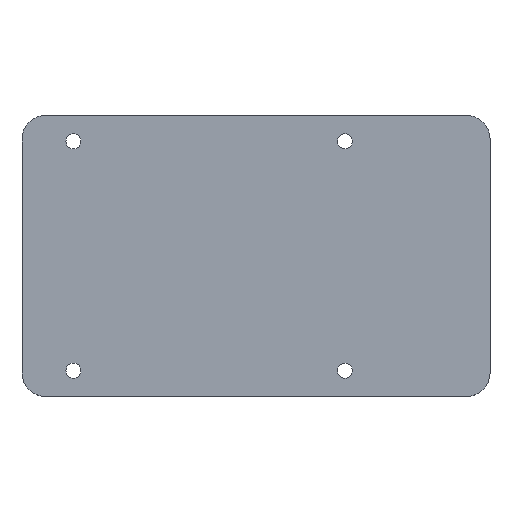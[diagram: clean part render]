
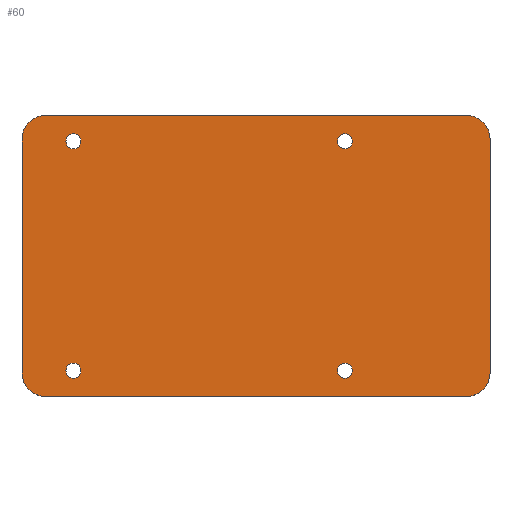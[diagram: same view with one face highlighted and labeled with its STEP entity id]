
A CAD part, top view. The second image highlights one B-rep face of the part: STEP entity #60.
In plain terms, the highlighted planar face has unit normal (0, 0, 1).
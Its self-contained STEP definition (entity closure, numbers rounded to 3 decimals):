
#2 = CARTESIAN_POINT ( 'NONE',  ( 19., -24.5, 3. ) ) ;
#10 = EDGE_CURVE ( 'NONE', #59, #341, #390, .T. ) ;
#11 = ORIENTED_EDGE ( 'NONE', *, *, #386, .T. ) ;
#18 = AXIS2_PLACEMENT_3D ( 'NONE', #2, #161, #572 ) ;
#21 = CIRCLE ( 'NONE', #326, 1.6 ) ;
#25 = CARTESIAN_POINT ( 'NONE',  ( -39., -24.5, 3. ) ) ;
#29 = DIRECTION ( 'NONE',  ( 1., 0., 0. ) ) ;
#32 = DIRECTION ( 'NONE',  ( 1., 0., 0. ) ) ;
#39 = CARTESIAN_POINT ( 'NONE',  ( -45., -30., 3. ) ) ;
#41 = ORIENTED_EDGE ( 'NONE', *, *, #273, .F. ) ;
#51 = VERTEX_POINT ( 'NONE', #659 ) ;
#53 = VERTEX_POINT ( 'NONE', #486 ) ;
#59 = VERTEX_POINT ( 'NONE', #434 ) ;
#60 = ADVANCED_FACE ( 'NONE', ( #224, #383, #387, #343, #593 ), #553, .T. ) ;
#64 = VERTEX_POINT ( 'NONE', #235 ) ;
#74 = CARTESIAN_POINT ( 'NONE',  ( 45., 25., 3. ) ) ;
#77 = CARTESIAN_POINT ( 'NONE',  ( -40.6, -24.5, 3. ) ) ;
#80 = LINE ( 'NONE', #329, #415 ) ;
#86 = ORIENTED_EDGE ( 'NONE', *, *, #253, .F. ) ;
#87 = DIRECTION ( 'NONE',  ( 0., 0., 1. ) ) ;
#88 = EDGE_CURVE ( 'NONE', #53, #431, #298, .T. ) ;
#99 = CARTESIAN_POINT ( 'NONE',  ( 50., -25., 3. ) ) ;
#100 = CIRCLE ( 'NONE', #184, 1.6 ) ;
#105 = EDGE_LOOP ( 'NONE', ( #171, #258, #11, #568, #597, #588, #618, #447 ) ) ;
#109 = ORIENTED_EDGE ( 'NONE', *, *, #645, .F. ) ;
#114 = ORIENTED_EDGE ( 'NONE', *, *, #320, .F. ) ;
#116 = DIRECTION ( 'NONE',  ( 0., 0., 1. ) ) ;
#120 = ORIENTED_EDGE ( 'NONE', *, *, #472, .F. ) ;
#124 = CARTESIAN_POINT ( 'NONE',  ( -45., 25., 3. ) ) ;
#140 = CARTESIAN_POINT ( 'NONE',  ( 20.6, -24.5, 3. ) ) ;
#143 = VERTEX_POINT ( 'NONE', #505 ) ;
#146 = DIRECTION ( 'NONE',  ( 1., 0., 0. ) ) ;
#149 = AXIS2_PLACEMENT_3D ( 'NONE', #162, #116, #361 ) ;
#161 = DIRECTION ( 'NONE',  ( 0., 0., 1. ) ) ;
#162 = CARTESIAN_POINT ( 'NONE',  ( 19., 24.5, 3. ) ) ;
#171 = ORIENTED_EDGE ( 'NONE', *, *, #88, .T. ) ;
#172 = CARTESIAN_POINT ( 'NONE',  ( -37.4, 24.5, 3. ) ) ;
#176 = DIRECTION ( 'NONE',  ( 0., 0., 1. ) ) ;
#178 = EDGE_CURVE ( 'NONE', #403, #53, #635, .T. ) ;
#179 = CARTESIAN_POINT ( 'NONE',  ( 19., 24.5, 3. ) ) ;
#184 = AXIS2_PLACEMENT_3D ( 'NONE', #252, #200, #607 ) ;
#191 = DIRECTION ( 'NONE',  ( -1., 0., 0. ) ) ;
#193 = EDGE_LOOP ( 'NONE', ( #41, #336 ) ) ;
#200 = DIRECTION ( 'NONE',  ( 0., 0., 1. ) ) ;
#206 = EDGE_CURVE ( 'NONE', #51, #270, #435, .T. ) ;
#216 = CIRCLE ( 'NONE', #297, 5. ) ;
#224 = FACE_BOUND ( 'NONE', #322, .T. ) ;
#228 = DIRECTION ( 'NONE',  ( 1., 0., 0. ) ) ;
#230 = EDGE_CURVE ( 'NONE', #143, #59, #216, .T. ) ;
#234 = DIRECTION ( 'NONE',  ( 1., 0., 0. ) ) ;
#235 = CARTESIAN_POINT ( 'NONE',  ( 17.4, -24.5, 3. ) ) ;
#238 = DIRECTION ( 'NONE',  ( 0., 1., 0. ) ) ;
#239 = VERTEX_POINT ( 'NONE', #77 ) ;
#248 = AXIS2_PLACEMENT_3D ( 'NONE', #124, #541, #234 ) ;
#251 = VERTEX_POINT ( 'NONE', #483 ) ;
#252 = CARTESIAN_POINT ( 'NONE',  ( -39., 24.5, 3. ) ) ;
#253 = EDGE_CURVE ( 'NONE', #239, #251, #531, .T. ) ;
#258 = ORIENTED_EDGE ( 'NONE', *, *, #427, .T. ) ;
#265 = CIRCLE ( 'NONE', #356, 5. ) ;
#270 = VERTEX_POINT ( 'NONE', #545 ) ;
#273 = EDGE_CURVE ( 'NONE', #270, #51, #490, .T. ) ;
#274 = CIRCLE ( 'NONE', #495, 1.6 ) ;
#280 = DIRECTION ( 'NONE',  ( -1., 0., 0. ) ) ;
#281 = EDGE_CURVE ( 'NONE', #341, #403, #592, .T. ) ;
#297 = AXIS2_PLACEMENT_3D ( 'NONE', #74, #334, #280 ) ;
#298 = CIRCLE ( 'NONE', #515, 5. ) ;
#302 = DIRECTION ( 'NONE',  ( 1., 0., 0. ) ) ;
#313 = DIRECTION ( 'NONE',  ( 0., -1., 0. ) ) ;
#315 = CARTESIAN_POINT ( 'NONE',  ( -40.6, 24.5, 3. ) ) ;
#317 = VERTEX_POINT ( 'NONE', #488 ) ;
#319 = CARTESIAN_POINT ( 'NONE',  ( -50., 25., 3. ) ) ;
#320 = EDGE_CURVE ( 'NONE', #251, #239, #21, .T. ) ;
#321 = AXIS2_PLACEMENT_3D ( 'NONE', #179, #339, #595 ) ;
#322 = EDGE_LOOP ( 'NONE', ( #86, #114 ) ) ;
#326 = AXIS2_PLACEMENT_3D ( 'NONE', #384, #640, #32 ) ;
#329 = CARTESIAN_POINT ( 'NONE',  ( 50., 25., 3. ) ) ;
#333 = CARTESIAN_POINT ( 'NONE',  ( -45., -25., 3. ) ) ;
#334 = DIRECTION ( 'NONE',  ( 0., 0., 1. ) ) ;
#335 = AXIS2_PLACEMENT_3D ( 'NONE', #521, #422, #527 ) ;
#336 = ORIENTED_EDGE ( 'NONE', *, *, #206, .F. ) ;
#337 = EDGE_CURVE ( 'NONE', #579, #143, #80, .T. ) ;
#339 = DIRECTION ( 'NONE',  ( 0., 0., 1. ) ) ;
#341 = VERTEX_POINT ( 'NONE', #438 ) ;
#343 = FACE_BOUND ( 'NONE', #395, .T. ) ;
#344 = VECTOR ( 'NONE', #396, 1000. ) ;
#350 = AXIS2_PLACEMENT_3D ( 'NONE', #25, #382, #591 ) ;
#356 = AXIS2_PLACEMENT_3D ( 'NONE', #389, #478, #228 ) ;
#361 = DIRECTION ( 'NONE',  ( 1., 0., 0. ) ) ;
#367 = AXIS2_PLACEMENT_3D ( 'NONE', #333, #176, #29 ) ;
#382 = DIRECTION ( 'NONE',  ( 0., 0., 1. ) ) ;
#383 = FACE_BOUND ( 'NONE', #193, .T. ) ;
#384 = CARTESIAN_POINT ( 'NONE',  ( -39., -24.5, 3. ) ) ;
#386 = EDGE_CURVE ( 'NONE', #317, #579, #265, .T. ) ;
#387 = FACE_OUTER_BOUND ( 'NONE', #105, .T. ) ;
#388 = VERTEX_POINT ( 'NONE', #172 ) ;
#389 = CARTESIAN_POINT ( 'NONE',  ( 45., -25., 3. ) ) ;
#390 = LINE ( 'NONE', #492, #632 ) ;
#392 = LINE ( 'NONE', #494, #344 ) ;
#393 = VECTOR ( 'NONE', #313, 1000. ) ;
#395 = EDGE_LOOP ( 'NONE', ( #559, #109 ) ) ;
#396 = DIRECTION ( 'NONE',  ( 1., 0., 0. ) ) ;
#402 = CIRCLE ( 'NONE', #335, 1.6 ) ;
#403 = VERTEX_POINT ( 'NONE', #589 ) ;
#405 = DIRECTION ( 'NONE',  ( 0., 0., 1. ) ) ;
#415 = VECTOR ( 'NONE', #238, 1000. ) ;
#422 = DIRECTION ( 'NONE',  ( 0., 0., 1. ) ) ;
#427 = EDGE_CURVE ( 'NONE', #431, #317, #392, .T. ) ;
#431 = VERTEX_POINT ( 'NONE', #39 ) ;
#434 = CARTESIAN_POINT ( 'NONE',  ( 45., 30., 3. ) ) ;
#435 = CIRCLE ( 'NONE', #149, 1.6 ) ;
#438 = CARTESIAN_POINT ( 'NONE',  ( -45., 30., 3. ) ) ;
#447 = ORIENTED_EDGE ( 'NONE', *, *, #178, .T. ) ;
#465 = CARTESIAN_POINT ( 'NONE',  ( -45., -25., 3. ) ) ;
#472 = EDGE_CURVE ( 'NONE', #388, #625, #100, .T. ) ;
#473 = VERTEX_POINT ( 'NONE', #140 ) ;
#478 = DIRECTION ( 'NONE',  ( 0., 0., 1. ) ) ;
#483 = CARTESIAN_POINT ( 'NONE',  ( -37.4, -24.5, 3. ) ) ;
#486 = CARTESIAN_POINT ( 'NONE',  ( -50., -25., 3. ) ) ;
#488 = CARTESIAN_POINT ( 'NONE',  ( 45., -30., 3. ) ) ;
#490 = CIRCLE ( 'NONE', #321, 1.6 ) ;
#492 = CARTESIAN_POINT ( 'NONE',  ( -45., 30., 3. ) ) ;
#494 = CARTESIAN_POINT ( 'NONE',  ( -45., -30., 3. ) ) ;
#495 = AXIS2_PLACEMENT_3D ( 'NONE', #552, #87, #302 ) ;
#505 = CARTESIAN_POINT ( 'NONE',  ( 50., 25., 3. ) ) ;
#512 = CIRCLE ( 'NONE', #18, 1.6 ) ;
#515 = AXIS2_PLACEMENT_3D ( 'NONE', #465, #405, #146 ) ;
#520 = ORIENTED_EDGE ( 'NONE', *, *, #522, .F. ) ;
#521 = CARTESIAN_POINT ( 'NONE',  ( 19., -24.5, 3. ) ) ;
#522 = EDGE_CURVE ( 'NONE', #625, #388, #274, .T. ) ;
#527 = DIRECTION ( 'NONE',  ( 1., 0., 0. ) ) ;
#531 = CIRCLE ( 'NONE', #350, 1.6 ) ;
#541 = DIRECTION ( 'NONE',  ( 0., 0., 1. ) ) ;
#545 = CARTESIAN_POINT ( 'NONE',  ( 17.4, 24.5, 3. ) ) ;
#552 = CARTESIAN_POINT ( 'NONE',  ( -39., 24.5, 3. ) ) ;
#553 = PLANE ( 'NONE',  #367 ) ;
#559 = ORIENTED_EDGE ( 'NONE', *, *, #655, .F. ) ;
#568 = ORIENTED_EDGE ( 'NONE', *, *, #337, .T. ) ;
#572 = DIRECTION ( 'NONE',  ( 1., 0., 0. ) ) ;
#579 = VERTEX_POINT ( 'NONE', #99 ) ;
#588 = ORIENTED_EDGE ( 'NONE', *, *, #10, .T. ) ;
#589 = CARTESIAN_POINT ( 'NONE',  ( -50., 25., 3. ) ) ;
#591 = DIRECTION ( 'NONE',  ( 1., 0., 0. ) ) ;
#592 = CIRCLE ( 'NONE', #248, 5. ) ;
#593 = FACE_BOUND ( 'NONE', #601, .T. ) ;
#595 = DIRECTION ( 'NONE',  ( 1., 0., 0. ) ) ;
#597 = ORIENTED_EDGE ( 'NONE', *, *, #230, .T. ) ;
#601 = EDGE_LOOP ( 'NONE', ( #520, #120 ) ) ;
#607 = DIRECTION ( 'NONE',  ( 1., 0., 0. ) ) ;
#618 = ORIENTED_EDGE ( 'NONE', *, *, #281, .T. ) ;
#625 = VERTEX_POINT ( 'NONE', #315 ) ;
#632 = VECTOR ( 'NONE', #191, 1000. ) ;
#635 = LINE ( 'NONE', #319, #393 ) ;
#640 = DIRECTION ( 'NONE',  ( 0., 0., 1. ) ) ;
#645 = EDGE_CURVE ( 'NONE', #473, #64, #402, .T. ) ;
#655 = EDGE_CURVE ( 'NONE', #64, #473, #512, .T. ) ;
#659 = CARTESIAN_POINT ( 'NONE',  ( 20.6, 24.5, 3. ) ) ;
